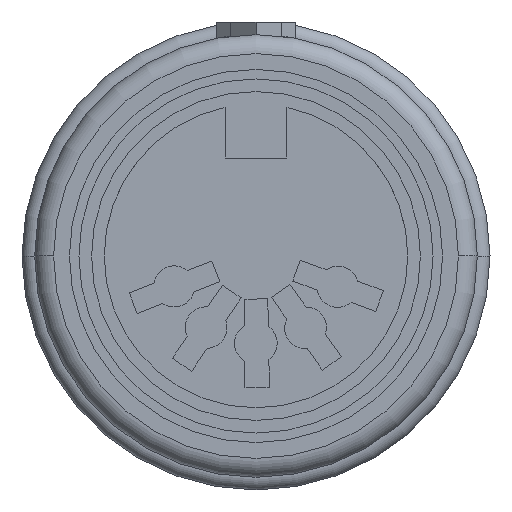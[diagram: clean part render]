
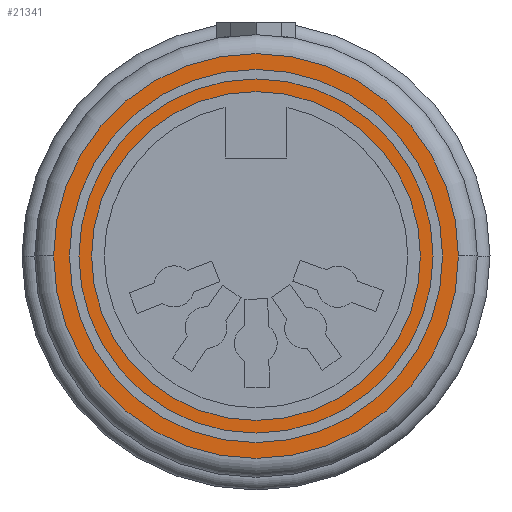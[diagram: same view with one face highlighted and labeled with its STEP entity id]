
A CAD part, front view. The second image highlights one B-rep face of the part: STEP entity #21341.
In plain terms, the highlighted face is planar.
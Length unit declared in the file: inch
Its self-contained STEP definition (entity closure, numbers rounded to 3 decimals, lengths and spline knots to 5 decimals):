
#1487 = EDGE_CURVE ( 'NONE', #3290, #3528, #1888, .T. ) ;
#1888 = CIRCLE ( 'NONE', #20609, 0.32 ) ;
#2456 = CIRCLE ( 'NONE', #20796, 0.26 ) ;
#3121 = EDGE_CURVE ( 'NONE', #3431, #3487, #2456, .T. ) ;
#3290 = VERTEX_POINT ( 'NONE', #16889 ) ;
#3431 = VERTEX_POINT ( 'NONE', #8177 ) ;
#3487 = VERTEX_POINT ( 'NONE', #8181 ) ;
#3528 = VERTEX_POINT ( 'NONE', #8230 ) ;
#4522 = ORIENTED_EDGE ( 'NONE', *, *, #22023, .T. ) ;
#4702 = ORIENTED_EDGE ( 'NONE', *, *, #22022, .F. ) ;
#4715 = ORIENTED_EDGE ( 'NONE', *, *, #3121, .F. ) ;
#5082 = ORIENTED_EDGE ( 'NONE', *, *, #1487, .T. ) ;
#7300 = CARTESIAN_POINT ( 'NONE',  ( 0., 0., 0. ) ) ;
#7303 = DIRECTION ( 'NONE',  ( 0., 0., -1. ) ) ;
#7308 = DIRECTION ( 'NONE',  ( 1., 0., 0. ) ) ;
#8177 = CARTESIAN_POINT ( 'NONE',  ( 0.26, 0., 0. ) ) ;
#8181 = CARTESIAN_POINT ( 'NONE',  ( -0.26, 0., 0. ) ) ;
#8230 = CARTESIAN_POINT ( 'NONE',  ( 0.32, 0., 0. ) ) ;
#9622 = EDGE_LOOP ( 'NONE', ( #4522, #5082 ) ) ;
#9631 = EDGE_LOOP ( 'NONE', ( #4702, #4715 ) ) ;
#10515 = CARTESIAN_POINT ( 'NONE',  ( 0., 0., 0. ) ) ;
#10516 = PLANE ( 'NONE',  #11237 ) ;
#10521 = DIRECTION ( 'NONE',  ( 0., 0., 1. ) ) ;
#10522 = DIRECTION ( 'NONE',  ( 1., 0., 0. ) ) ;
#11237 = AXIS2_PLACEMENT_3D ( 'NONE', #10515, #10521, #10522 ) ;
#12310 = FACE_BOUND ( 'NONE', #9631, .T. ) ;
#12327 = FACE_OUTER_BOUND ( 'NONE', #9622, .T. ) ;
#13200 = CIRCLE ( 'NONE', #14326, 0.26 ) ;
#13205 = CIRCLE ( 'NONE', #14329, 0.32 ) ;
#14326 = AXIS2_PLACEMENT_3D ( 'NONE', #16366, #16367, #16368 ) ;
#14329 = AXIS2_PLACEMENT_3D ( 'NONE', #16369, #16370, #16371 ) ;
#16366 = CARTESIAN_POINT ( 'NONE',  ( 0., 0., 0. ) ) ;
#16367 = DIRECTION ( 'NONE',  ( 0., 0., -1. ) ) ;
#16368 = DIRECTION ( 'NONE',  ( -1., 0., 0. ) ) ;
#16369 = CARTESIAN_POINT ( 'NONE',  ( 0., 0., 0. ) ) ;
#16370 = DIRECTION ( 'NONE',  ( 0., 0., -1. ) ) ;
#16371 = DIRECTION ( 'NONE',  ( 1., 0., 0. ) ) ;
#16889 = CARTESIAN_POINT ( 'NONE',  ( -0.32, 0., 0. ) ) ;
#18296 = CARTESIAN_POINT ( 'NONE',  ( 0., 0., 0. ) ) ;
#18326 = DIRECTION ( 'NONE',  ( -1., 0., 0. ) ) ;
#18335 = DIRECTION ( 'NONE',  ( 0., 0., -1. ) ) ;
#20609 = AXIS2_PLACEMENT_3D ( 'NONE', #7300, #7303, #7308 ) ;
#20796 = AXIS2_PLACEMENT_3D ( 'NONE', #18296, #18335, #18326 ) ;
#21341 = ADVANCED_FACE ( 'NONE', ( #12310, #12327 ), #10516, .F. ) ;
#22022 = EDGE_CURVE ( 'NONE', #3487, #3431, #13200, .T. ) ;
#22023 = EDGE_CURVE ( 'NONE', #3528, #3290, #13205, .T. ) ;
